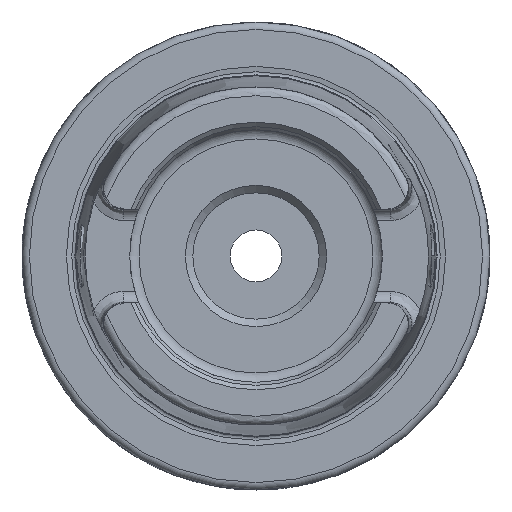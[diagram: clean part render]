
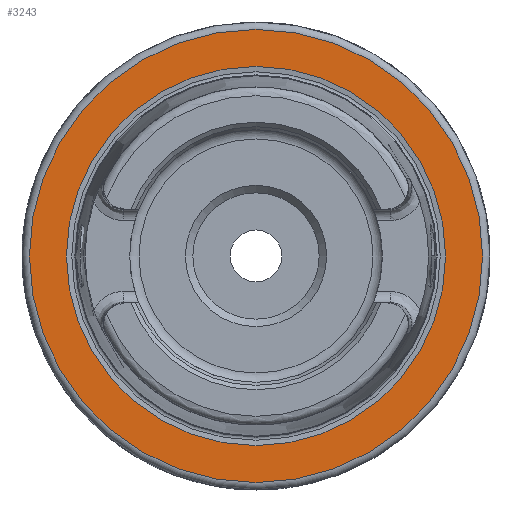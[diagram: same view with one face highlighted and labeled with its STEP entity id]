
A CAD part, left-side view. The second image highlights one B-rep face of the part: STEP entity #3243.
In plain terms, the highlighted planar face has unit normal (-1, 0, 0).
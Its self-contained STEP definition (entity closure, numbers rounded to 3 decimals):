
#122=FACE_BOUND('',#542,.T.);
#175=PLANE('',#3592);
#355=FACE_OUTER_BOUND('',#541,.T.);
#541=EDGE_LOOP('',(#2856,#2857));
#542=EDGE_LOOP('',(#2858,#2859));
#855=CIRCLE('',#3590,25.521);
#856=CIRCLE('',#3591,25.521);
#857=CIRCLE('',#3593,30.5);
#858=CIRCLE('',#3594,30.5);
#1465=VERTEX_POINT('',#7132);
#1466=VERTEX_POINT('',#7134);
#1467=VERTEX_POINT('',#7138);
#1468=VERTEX_POINT('',#7139);
#1944=EDGE_CURVE('',#1466,#1465,#855,.T.);
#1945=EDGE_CURVE('',#1465,#1466,#856,.T.);
#1946=EDGE_CURVE('',#1467,#1468,#857,.T.);
#1947=EDGE_CURVE('',#1468,#1467,#858,.T.);
#2856=ORIENTED_EDGE('',*,*,#1946,.F.);
#2857=ORIENTED_EDGE('',*,*,#1947,.F.);
#2858=ORIENTED_EDGE('',*,*,#1944,.T.);
#2859=ORIENTED_EDGE('',*,*,#1945,.T.);
#3243=ADVANCED_FACE('',(#355,#122),#175,.T.);
#3590=AXIS2_PLACEMENT_3D('',#7135,#4373,#4374);
#3591=AXIS2_PLACEMENT_3D('',#7136,#4375,#4376);
#3592=AXIS2_PLACEMENT_3D('',#7137,#4377,#4378);
#3593=AXIS2_PLACEMENT_3D('',#7140,#4379,#4380);
#3594=AXIS2_PLACEMENT_3D('',#7141,#4381,#4382);
#4373=DIRECTION('center_axis',(1.,0.,0.));
#4374=DIRECTION('ref_axis',(0.,0.,-1.));
#4375=DIRECTION('center_axis',(1.,0.,0.));
#4376=DIRECTION('ref_axis',(0.,0.,-1.));
#4377=DIRECTION('center_axis',(-1.,0.,0.));
#4378=DIRECTION('ref_axis',(0.,0.,1.));
#4379=DIRECTION('center_axis',(1.,0.,0.));
#4380=DIRECTION('ref_axis',(0.,0.,-1.));
#4381=DIRECTION('center_axis',(1.,0.,0.));
#4382=DIRECTION('ref_axis',(0.,0.,-1.));
#7132=CARTESIAN_POINT('',(0.,-25.521,0.));
#7134=CARTESIAN_POINT('',(0.,25.521,0.));
#7135=CARTESIAN_POINT('Origin',(0.,0.,
0.));
#7136=CARTESIAN_POINT('Origin',(0.,0.,
0.));
#7137=CARTESIAN_POINT('Origin',(0.,30.5,0.));
#7138=CARTESIAN_POINT('',(0.,30.5,0.));
#7139=CARTESIAN_POINT('',(0.,0.,30.5));
#7140=CARTESIAN_POINT('Origin',(0.,0.,
0.));
#7141=CARTESIAN_POINT('Origin',(0.,0.,
0.));
